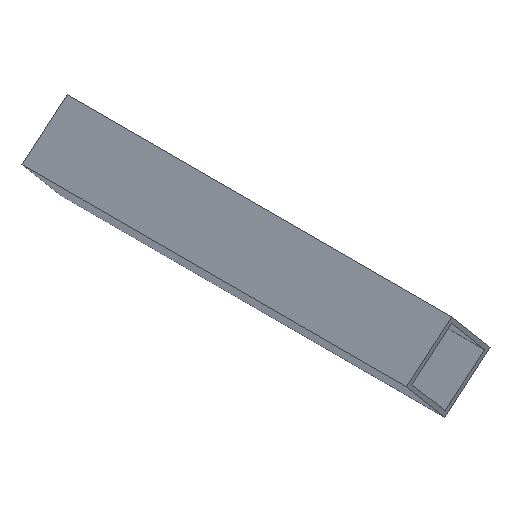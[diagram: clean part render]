
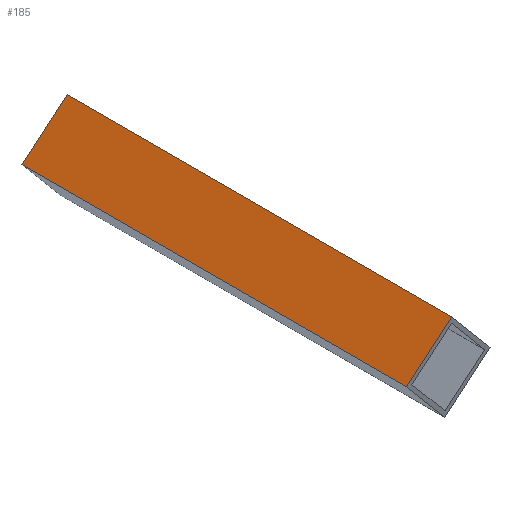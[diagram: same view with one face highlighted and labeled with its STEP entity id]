
A CAD part, isometric view. The second image highlights one B-rep face of the part: STEP entity #185.
In plain terms, the highlighted planar face has unit normal (-0.643, 0, 0.766).
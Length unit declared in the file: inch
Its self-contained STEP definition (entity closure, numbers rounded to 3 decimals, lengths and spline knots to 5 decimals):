
#17=FACE_OUTER_BOUND('',#27,.T.);
#27=EDGE_LOOP('',(#127,#128,#129,#130));
#39=LINE('',#275,#63);
#40=LINE('',#277,#64);
#41=LINE('',#279,#65);
#42=LINE('',#280,#66);
#63=VECTOR('',#229,39.37008);
#64=VECTOR('',#230,39.37008);
#65=VECTOR('',#231,39.37008);
#66=VECTOR('',#232,39.37008);
#87=VERTEX_POINT('',#273);
#88=VERTEX_POINT('',#274);
#89=VERTEX_POINT('',#276);
#90=VERTEX_POINT('',#278);
#103=EDGE_CURVE('',#87,#88,#39,.T.);
#104=EDGE_CURVE('',#89,#87,#40,.T.);
#105=EDGE_CURVE('',#89,#90,#41,.T.);
#106=EDGE_CURVE('',#90,#88,#42,.T.);
#127=ORIENTED_EDGE('',*,*,#103,.F.);
#128=ORIENTED_EDGE('',*,*,#104,.F.);
#129=ORIENTED_EDGE('',*,*,#105,.T.);
#130=ORIENTED_EDGE('',*,*,#106,.T.);
#175=PLANE('',#215);
#185=ADVANCED_FACE('',(#17),#175,.T.);
#215=AXIS2_PLACEMENT_3D('',#272,#227,#228);
#227=DIRECTION('center_axis',(-0.643,0.,0.766));
#228=DIRECTION('ref_axis',(0.766,0.,0.643));
#229=DIRECTION('',(-0.766,0.,-0.643));
#230=DIRECTION('',(0.,-1.,0.));
#231=DIRECTION('',(-0.766,0.,-0.643));
#232=DIRECTION('',(0.,-1.,0.));
#272=CARTESIAN_POINT('Origin',(10.94933,6.5,11.53974));
#273=CARTESIAN_POINT('',(17.0674,-6.5,16.67342));
#274=CARTESIAN_POINT('',(15.53531,-6.5,15.38784));
#275=CARTESIAN_POINT('',(10.94933,-6.5,11.53974));
#276=CARTESIAN_POINT('',(17.0674,6.5,16.67342));
#277=CARTESIAN_POINT('',(17.0674,6.5,16.67342));
#278=CARTESIAN_POINT('',(15.53531,6.5,15.38784));
#279=CARTESIAN_POINT('',(10.94933,6.5,11.53974));
#280=CARTESIAN_POINT('',(15.53531,6.5,15.38784));
